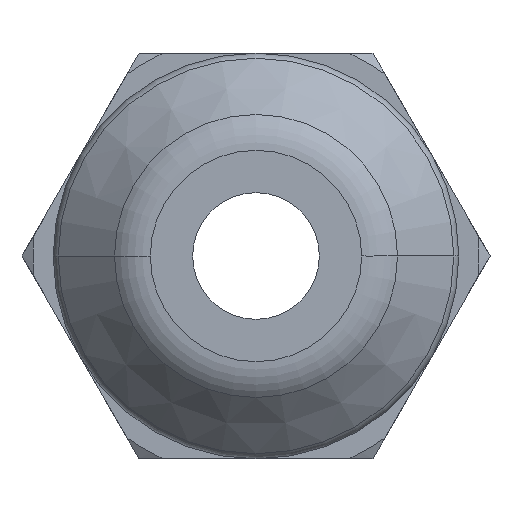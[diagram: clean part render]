
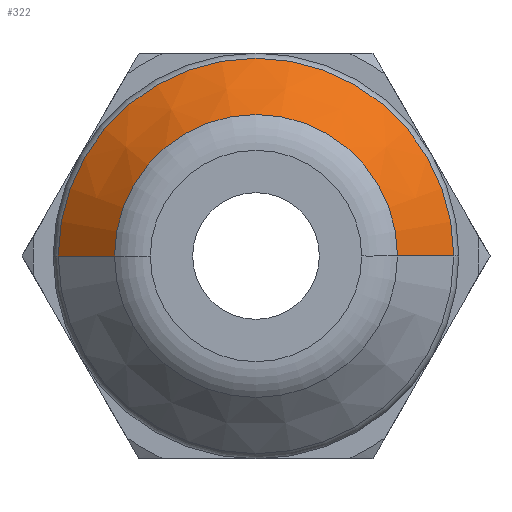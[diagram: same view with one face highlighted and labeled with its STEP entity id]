
A CAD part, front view. The second image highlights one B-rep face of the part: STEP entity #322.
In plain terms, the highlighted conical face has half-angle 45 degrees and reference radius 3.902 mm.
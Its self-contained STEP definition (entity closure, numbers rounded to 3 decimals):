
#7 = DIRECTION ( 'NONE',  ( 0., 1., 0. ) ) ;
#87 = LINE ( 'NONE', #1573, #1283 ) ;
#131 = ORIENTED_EDGE ( 'NONE', *, *, #463, .T. ) ;
#197 = VERTEX_POINT ( 'NONE', #1565 ) ;
#316 = EDGE_CURVE ( 'NONE', #1871, #197, #1653, .T. ) ;
#322 = ADVANCED_FACE ( 'NONE', ( #1694 ), #1154, .T. ) ;
#463 = EDGE_CURVE ( 'NONE', #1649, #989, #671, .T. ) ;
#547 = VECTOR ( 'NONE', #895, 1000. ) ;
#570 = CARTESIAN_POINT ( 'NONE',  ( -2.793, -39.707, 0. ) ) ;
#595 = DIRECTION ( 'NONE',  ( -0.707, 0.707, 0. ) ) ;
#617 = DIRECTION ( 'NONE',  ( 0., 1., 0. ) ) ;
#671 = CIRCLE ( 'NONE', #1827, 2.793 ) ;
#775 = CARTESIAN_POINT ( 'NONE',  ( 0., -38.597, 0. ) ) ;
#895 = DIRECTION ( 'NONE',  ( 0.707, 0.707, 0. ) ) ;
#947 = DIRECTION ( 'NONE',  ( -1., 0., 0. ) ) ;
#960 = CARTESIAN_POINT ( 'NONE',  ( 0., -39.707, 0. ) ) ;
#989 = VERTEX_POINT ( 'NONE', #1424 ) ;
#990 = LINE ( 'NONE', #1880, #547 ) ;
#1034 = AXIS2_PLACEMENT_3D ( 'NONE', #775, #1942, #947 ) ;
#1120 = DIRECTION ( 'NONE',  ( -1., 0., 0. ) ) ;
#1154 = CONICAL_SURFACE ( 'NONE', #1270, 3.903, 0.785 ) ;
#1196 = EDGE_CURVE ( 'NONE', #989, #197, #990, .T. ) ;
#1270 = AXIS2_PLACEMENT_3D ( 'NONE', #1276, #617, #1775 ) ;
#1276 = CARTESIAN_POINT ( 'NONE',  ( 0., -38.597, 0. ) ) ;
#1283 = VECTOR ( 'NONE', #595, 1000. ) ;
#1424 = CARTESIAN_POINT ( 'NONE',  ( 2.793, -39.707, 0. ) ) ;
#1565 = CARTESIAN_POINT ( 'NONE',  ( 3.903, -38.597, 0. ) ) ;
#1573 = CARTESIAN_POINT ( 'NONE',  ( -3.903, -38.597, 0. ) ) ;
#1649 = VERTEX_POINT ( 'NONE', #570 ) ;
#1653 = CIRCLE ( 'NONE', #1034, 3.903 ) ;
#1689 = EDGE_CURVE ( 'NONE', #1649, #1871, #87, .T. ) ;
#1694 = FACE_OUTER_BOUND ( 'NONE', #1706, .T. ) ;
#1706 = EDGE_LOOP ( 'NONE', ( #131, #2089, #2008, #1867 ) ) ;
#1775 = DIRECTION ( 'NONE',  ( -1., 0., 0. ) ) ;
#1827 = AXIS2_PLACEMENT_3D ( 'NONE', #960, #7, #1120 ) ;
#1867 = ORIENTED_EDGE ( 'NONE', *, *, #1689, .F. ) ;
#1871 = VERTEX_POINT ( 'NONE', #2068 ) ;
#1880 = CARTESIAN_POINT ( 'NONE',  ( 3.903, -38.597, 0. ) ) ;
#1942 = DIRECTION ( 'NONE',  ( 0., 1., 0. ) ) ;
#2008 = ORIENTED_EDGE ( 'NONE', *, *, #316, .F. ) ;
#2068 = CARTESIAN_POINT ( 'NONE',  ( -3.903, -38.597, 0. ) ) ;
#2089 = ORIENTED_EDGE ( 'NONE', *, *, #1196, .T. ) ;
